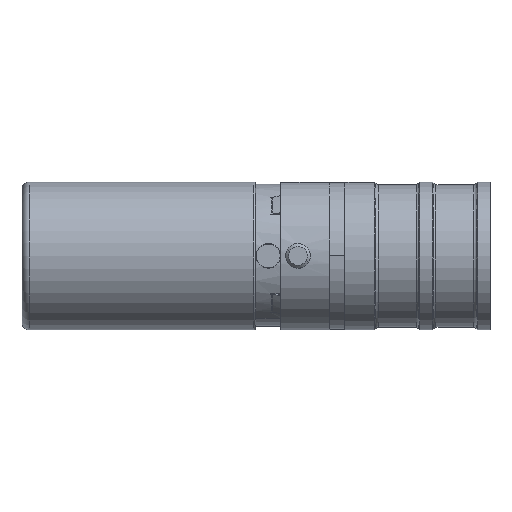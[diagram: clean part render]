
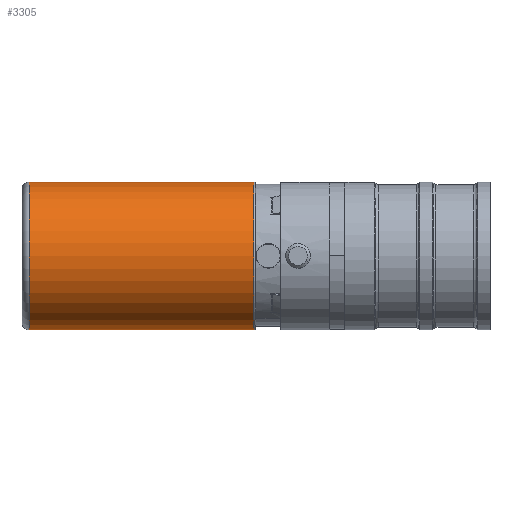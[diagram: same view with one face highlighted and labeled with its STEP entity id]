
A CAD part, top view. The second image highlights one B-rep face of the part: STEP entity #3305.
In plain terms, the highlighted cylindrical face has radius 19.05 mm (diameter 38.1 mm), a partial arc.
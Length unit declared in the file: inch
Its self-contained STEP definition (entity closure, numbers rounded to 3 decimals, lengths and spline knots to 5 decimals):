
#93 = DIRECTION ( 'NONE',  ( -1., 0., 0. ) ) ;
#158 = CYLINDRICAL_SURFACE ( 'NONE', #2752, 0.75 ) ;
#194 = CARTESIAN_POINT ( 'NONE',  ( -4.19773, -0.78245, 1.02346 ) ) ;
#271 = LINE ( 'NONE', #3800, #3600 ) ;
#272 = AXIS2_PLACEMENT_3D ( 'NONE', #4614, #2746, #6013 ) ;
#487 = CARTESIAN_POINT ( 'NONE',  ( -1.91836, -0.78245, 1.02346 ) ) ;
#707 = CARTESIAN_POINT ( 'NONE',  ( -1.91836, 0.71755, 1.02346 ) ) ;
#922 = ORIENTED_EDGE ( 'NONE', *, *, #927, .F. ) ;
#927 = EDGE_CURVE ( 'NONE', #1531, #4230, #2372, .T. ) ;
#1377 = CARTESIAN_POINT ( 'NONE',  ( -4.19773, 0.71755, 1.02346 ) ) ;
#1437 = EDGE_CURVE ( 'NONE', #3272, #1531, #271, .T. ) ;
#1520 = VERTEX_POINT ( 'NONE', #707 ) ;
#1531 = VERTEX_POINT ( 'NONE', #194 ) ;
#1786 = CARTESIAN_POINT ( 'NONE',  ( -1.91836, 0.71755, 1.02346 ) ) ;
#2003 = CARTESIAN_POINT ( 'NONE',  ( -1.89867, -0.03245, 1.02346 ) ) ;
#2077 = DIRECTION ( 'NONE',  ( -1., 0., 0. ) ) ;
#2372 = CIRCLE ( 'NONE', #3458, 0.75 ) ;
#2728 = DIRECTION ( 'NONE',  ( -1., 0., 0. ) ) ;
#2746 = DIRECTION ( 'NONE',  ( -1., 0., 0. ) ) ;
#2752 = AXIS2_PLACEMENT_3D ( 'NONE', #2003, #3869, #5732 ) ;
#2794 = LINE ( 'NONE', #1786, #3263 ) ;
#2799 = ORIENTED_EDGE ( 'NONE', *, *, #3217, .T. ) ;
#3086 = CARTESIAN_POINT ( 'NONE',  ( -4.19773, -0.03245, 1.02346 ) ) ;
#3217 = EDGE_CURVE ( 'NONE', #3272, #1520, #4257, .T. ) ;
#3263 = VECTOR ( 'NONE', #2728, 39.37008 ) ;
#3272 = VERTEX_POINT ( 'NONE', #487 ) ;
#3305 = ADVANCED_FACE ( 'NONE', ( #4300 ), #158, .T. ) ;
#3458 = AXIS2_PLACEMENT_3D ( 'NONE', #3086, #2077, #4512 ) ;
#3600 = VECTOR ( 'NONE', #93, 39.37008 ) ;
#3800 = CARTESIAN_POINT ( 'NONE',  ( -1.91836, -0.78245, 1.02346 ) ) ;
#3869 = DIRECTION ( 'NONE',  ( -1., 0., 0. ) ) ;
#4230 = VERTEX_POINT ( 'NONE', #1377 ) ;
#4257 = CIRCLE ( 'NONE', #272, 0.75 ) ;
#4300 = FACE_OUTER_BOUND ( 'NONE', #4846, .T. ) ;
#4512 = DIRECTION ( 'NONE',  ( 0., -1., 0. ) ) ;
#4614 = CARTESIAN_POINT ( 'NONE',  ( -1.91836, -0.03245, 1.02346 ) ) ;
#4676 = ORIENTED_EDGE ( 'NONE', *, *, #1437, .F. ) ;
#4846 = EDGE_LOOP ( 'NONE', ( #4676, #2799, #5079, #922 ) ) ;
#5079 = ORIENTED_EDGE ( 'NONE', *, *, #6029, .T. ) ;
#5732 = DIRECTION ( 'NONE',  ( 0., -1., 0. ) ) ;
#6013 = DIRECTION ( 'NONE',  ( 0., -1., 0. ) ) ;
#6029 = EDGE_CURVE ( 'NONE', #1520, #4230, #2794, .T. ) ;
